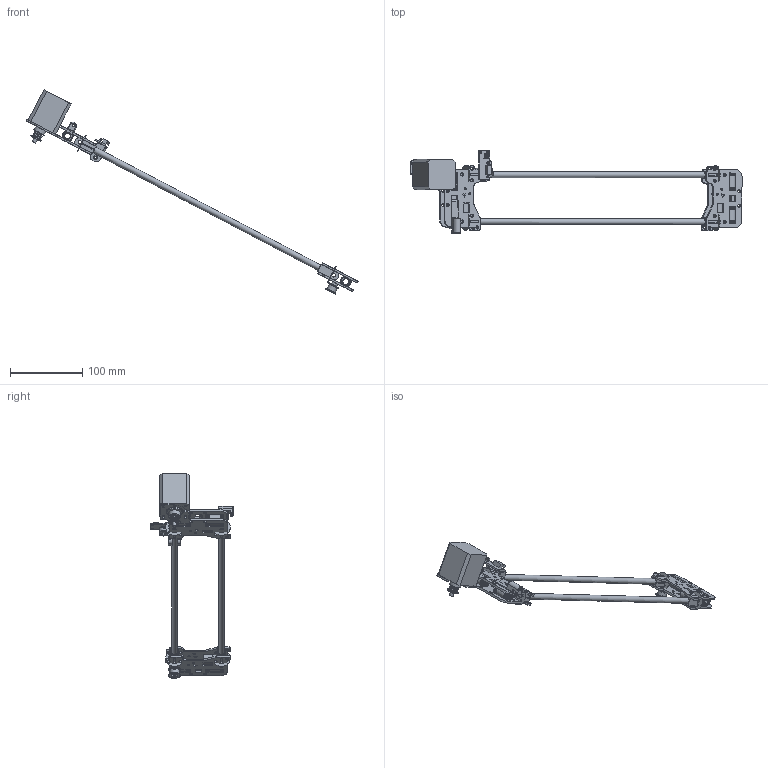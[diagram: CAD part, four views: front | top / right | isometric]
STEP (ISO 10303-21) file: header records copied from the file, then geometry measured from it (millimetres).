
FILE_DESCRIPTION(/* description */ ('Unknown'),/* implementation_level */ '2;1');
FILE_NAME(/* name */ 'Assem_eixo_X2',/* time_stamp */ '2016-10-18T09:20:16+01:00',/* author */ ('Unknown'),/* organization */ ('Unknown'),/* preprocessor_version */ 'ST-DEVELOPER v16.7',/* originating_system */ 'DEX',/* authorisation */ $);
FILE_SCHEMA (('AUTOMOTIVE_DESIGN {1 0 10303 214 3 1 1}'));
Length unit declared in the file: millimetre
Products named in the file (18): Assem_eixo_X2; Pulleu_2M_20_Teeth_0; Pulley_GT2_20_Tooth_0; Assem_endstop_0; endstop_suport_V2_23102015_0; endstop_0; Polia_livre_Montagem_0; 7.0.2 - Polia_livre_0; Rolamento_638_4_2Z_2_03_0; endstop_lever_V2_ajustavel_03102016_1; Femea_igus_1; Espacador_Essentra_L7xd4.3xD8_0; LU8MM_1; Placa_Eixo_X1_1; Placa_Eixo_X3_1; Motor_Nema17_SY42STH47-1684A_0; Guia_M8_XPRT_1; Suporte_guias_1
Assembly tree (27 placements, depth 3):
  Assem_eixo_X2
    Pulleu_2M_20_Teeth_0
      Pulley_GT2_20_Tooth_0
    Assem_endstop_0
      endstop_suport_V2_23102015_0
      endstop_0
    Polia_livre_Montagem_0
      7.0.2 - Polia_livre_0
      Rolamento_638_4_2Z_2_03_0
    endstop_lever_V2_ajustavel_03102016_1
    Femea_igus_1  x2
    Espacador_Essentra_L7xd4.3xD8_0
    LU8MM_1  x4
    Placa_Eixo_X1_1  x3
    Placa_Eixo_X3_1
    Motor_Nema17_SY42STH47-1684A_0
    Guia_M8_XPRT_1  x2
    Suporte_guias_1  x4
Bounding box: 458.36 x 113.96 x 282.41 mm (x, y, z)
Volume: 188410.6 mm3; surface area: 109520.4 mm2
Topology: 436 solids, 440 shells, 1508 faces, 4048 edges, 2655 vertices
Faces by surface type: plane 586, sphere 408, cylinder 400, bspline 61, torus 39, cone 14
Full cylindrical faces by diameter (mm): 2.9 x1, 3 x8, 3.1 x6, 3.25 x2, 3.3 x1, 3.611 x4, 4 x2, 4.3 x1, 4.4 x32, 4.5 x1, 5 x4, 5.2 x4, 5.9 x1, 7.8 x4, 8 x4, 8.4 x4, 9 x12, 11 x4, 11.6 x4, 12.4 x9, 13 x16, 13.6 x12, 14 x2, 14.2 x4, 14.3 x8, 15 x12, 16 x4, 22 x1, 25 x4, 32.5 x1
Entity records: 25518 total; most frequent: CARTESIAN_POINT 7218, DIRECTION 3455, ORIENTED_EDGE 2907, EDGE_CURVE 1459, AXIS2_PLACEMENT_3D 1318, VERTEX_POINT 1118, FACE_BOUND 1043, EDGE_LOOP 941
